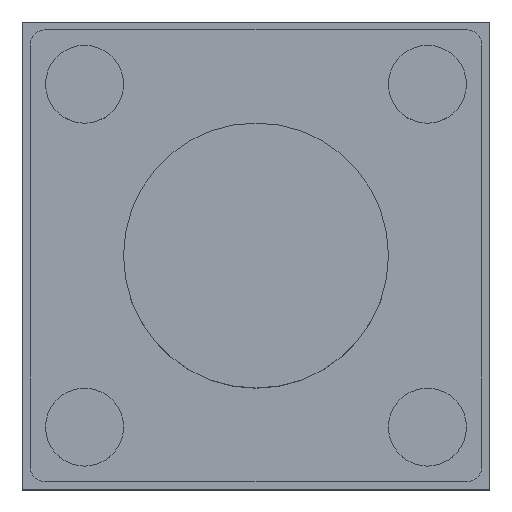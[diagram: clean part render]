
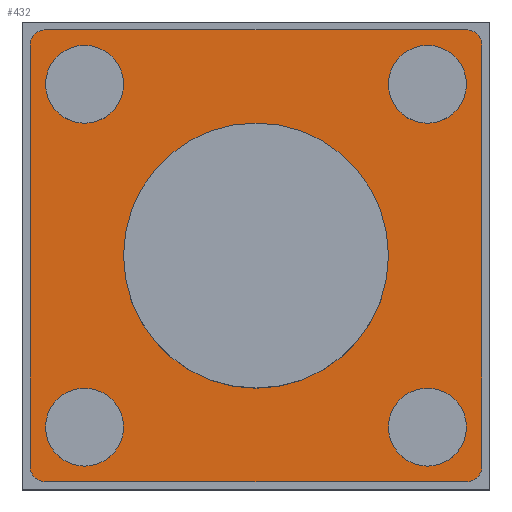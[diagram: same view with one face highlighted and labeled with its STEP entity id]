
A CAD part, top view. The second image highlights one B-rep face of the part: STEP entity #432.
In plain terms, the highlighted planar face has unit normal (0, 0, 1).
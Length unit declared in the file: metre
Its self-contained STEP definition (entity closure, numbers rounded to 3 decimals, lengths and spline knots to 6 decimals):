
#44=CIRCLE('',#555,0.0002);
#45=CIRCLE('',#558,0.0002);
#46=CIRCLE('',#561,0.0002);
#47=CIRCLE('',#564,0.0002);
#48=CIRCLE('',#566,0.0017);
#49=CIRCLE('',#567,0.0005);
#50=CIRCLE('',#568,0.0005);
#51=CIRCLE('',#569,0.0005);
#52=CIRCLE('',#570,0.0005);
#134=ORIENTED_EDGE('',*,*,#204,.F.);
#135=ORIENTED_EDGE('',*,*,#205,.F.);
#136=ORIENTED_EDGE('',*,*,#206,.F.);
#137=ORIENTED_EDGE('',*,*,#207,.F.);
#138=ORIENTED_EDGE('',*,*,#208,.F.);
#139=ORIENTED_EDGE('',*,*,#189,.T.);
#140=ORIENTED_EDGE('',*,*,#192,.T.);
#141=ORIENTED_EDGE('',*,*,#194,.T.);
#142=ORIENTED_EDGE('',*,*,#196,.T.);
#143=ORIENTED_EDGE('',*,*,#198,.F.);
#144=ORIENTED_EDGE('',*,*,#200,.T.);
#145=ORIENTED_EDGE('',*,*,#202,.F.);
#146=ORIENTED_EDGE('',*,*,#203,.T.);
#189=EDGE_CURVE('',#235,#234,#271,.T.);
#192=EDGE_CURVE('',#234,#236,#44,.T.);
#194=EDGE_CURVE('',#236,#237,#275,.T.);
#196=EDGE_CURVE('',#237,#238,#45,.T.);
#198=EDGE_CURVE('',#239,#238,#278,.T.);
#200=EDGE_CURVE('',#239,#240,#46,.T.);
#202=EDGE_CURVE('',#241,#240,#281,.T.);
#203=EDGE_CURVE('',#241,#235,#47,.T.);
#204=EDGE_CURVE('',#242,#242,#48,.T.);
#205=EDGE_CURVE('',#243,#243,#49,.T.);
#206=EDGE_CURVE('',#244,#244,#50,.T.);
#207=EDGE_CURVE('',#245,#245,#51,.T.);
#208=EDGE_CURVE('',#246,#246,#52,.T.);
#234=VERTEX_POINT('',#779);
#235=VERTEX_POINT('',#781);
#236=VERTEX_POINT('',#785);
#237=VERTEX_POINT('',#789);
#238=VERTEX_POINT('',#793);
#239=VERTEX_POINT('',#797);
#240=VERTEX_POINT('',#801);
#241=VERTEX_POINT('',#805);
#242=VERTEX_POINT('',#811);
#243=VERTEX_POINT('',#813);
#244=VERTEX_POINT('',#815);
#245=VERTEX_POINT('',#817);
#246=VERTEX_POINT('',#819);
#271=LINE('',#780,#301);
#275=LINE('',#790,#305);
#278=LINE('',#798,#308);
#281=LINE('',#806,#311);
#301=VECTOR('',#645,1.);
#305=VECTOR('',#655,1.);
#308=VECTOR('',#664,1.);
#311=VECTOR('',#673,1.);
#333=EDGE_LOOP('',(#134));
#334=EDGE_LOOP('',(#135));
#335=EDGE_LOOP('',(#136));
#336=EDGE_LOOP('',(#137));
#337=EDGE_LOOP('',(#138));
#338=EDGE_LOOP('',(#139,#140,#141,#142,#143,#144,#145,#146));
#375=FACE_BOUND('',#333,.T.);
#376=FACE_BOUND('',#334,.T.);
#377=FACE_BOUND('',#335,.T.);
#378=FACE_BOUND('',#336,.T.);
#379=FACE_BOUND('',#337,.T.);
#380=FACE_BOUND('',#338,.T.);
#408=PLANE('',#565);
#432=ADVANCED_FACE('',(#375,#376,#377,#378,#379,#380),#408,.T.);
#555=AXIS2_PLACEMENT_3D('',#786,#650,#651);
#558=AXIS2_PLACEMENT_3D('',#794,#659,#660);
#561=AXIS2_PLACEMENT_3D('',#802,#668,#669);
#564=AXIS2_PLACEMENT_3D('',#808,#676,#677);
#565=AXIS2_PLACEMENT_3D('',#809,#678,#679);
#566=AXIS2_PLACEMENT_3D('',#810,#680,#681);
#567=AXIS2_PLACEMENT_3D('',#812,#682,#683);
#568=AXIS2_PLACEMENT_3D('',#814,#684,#685);
#569=AXIS2_PLACEMENT_3D('',#816,#686,#687);
#570=AXIS2_PLACEMENT_3D('',#818,#688,#689);
#645=DIRECTION('',(0.,1.,0.));
#650=DIRECTION('',(0.,0.,1.));
#651=DIRECTION('',(1.,0.,0.));
#655=DIRECTION('',(-1.,0.,0.));
#659=DIRECTION('',(0.,0.,1.));
#660=DIRECTION('',(1.,0.,0.));
#664=DIRECTION('',(0.,1.,0.));
#668=DIRECTION('',(0.,0.,1.));
#669=DIRECTION('',(1.,0.,0.));
#673=DIRECTION('',(-1.,0.,0.));
#676=DIRECTION('',(0.,0.,1.));
#677=DIRECTION('',(1.,0.,0.));
#678=DIRECTION('',(0.,0.,1.));
#679=DIRECTION('',(1.,0.,0.));
#680=DIRECTION('',(0.,0.,1.));
#681=DIRECTION('',(1.,0.,0.));
#682=DIRECTION('',(0.,0.,1.));
#683=DIRECTION('',(1.,0.,0.));
#684=DIRECTION('',(0.,0.,1.));
#685=DIRECTION('',(1.,0.,0.));
#686=DIRECTION('',(0.,0.,1.));
#687=DIRECTION('',(1.,0.,0.));
#688=DIRECTION('',(0.,0.,1.));
#689=DIRECTION('',(1.,0.,0.));
#779=CARTESIAN_POINT('',(0.0029,0.0027,0.0033));
#780=CARTESIAN_POINT('',(0.0029,0.,0.0033));
#781=CARTESIAN_POINT('',(0.0029,-0.0027,0.0033));
#785=CARTESIAN_POINT('',(0.0027,0.0029,0.0033));
#786=CARTESIAN_POINT('',(0.0027,0.0027,0.0033));
#789=CARTESIAN_POINT('',(-0.0027,0.0029,0.0033));
#790=CARTESIAN_POINT('',(0.,0.0029,0.0033));
#793=CARTESIAN_POINT('',(-0.0029,0.0027,0.0033));
#794=CARTESIAN_POINT('',(-0.0027,0.0027,0.0033));
#797=CARTESIAN_POINT('',(-0.0029,-0.0027,0.0033));
#798=CARTESIAN_POINT('',(-0.0029,0.,0.0033));
#801=CARTESIAN_POINT('',(-0.0027,-0.0029,0.0033));
#802=CARTESIAN_POINT('',(-0.0027,-0.0027,0.0033));
#805=CARTESIAN_POINT('',(0.0027,-0.0029,0.0033));
#806=CARTESIAN_POINT('',(0.,-0.0029,0.0033));
#808=CARTESIAN_POINT('',(0.0027,-0.0027,0.0033));
#809=CARTESIAN_POINT('',(0.,0.,0.0033));
#810=CARTESIAN_POINT('',(0.,0.,0.0033));
#811=CARTESIAN_POINT('',(0.0017,0.,0.0033));
#812=CARTESIAN_POINT('',(-0.0022,-0.0022,0.0033));
#813=CARTESIAN_POINT('',(-0.0017,-0.0022,0.0033));
#814=CARTESIAN_POINT('',(0.0022,-0.0022,0.0033));
#815=CARTESIAN_POINT('',(0.0027,-0.0022,0.0033));
#816=CARTESIAN_POINT('',(0.0022,0.0022,0.0033));
#817=CARTESIAN_POINT('',(0.0027,0.0022,0.0033));
#818=CARTESIAN_POINT('',(-0.0022,0.0022,0.0033));
#819=CARTESIAN_POINT('',(-0.0017,0.0022,0.0033));
